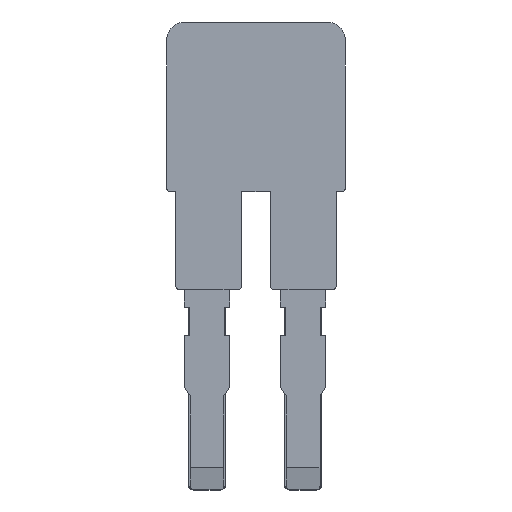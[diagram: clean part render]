
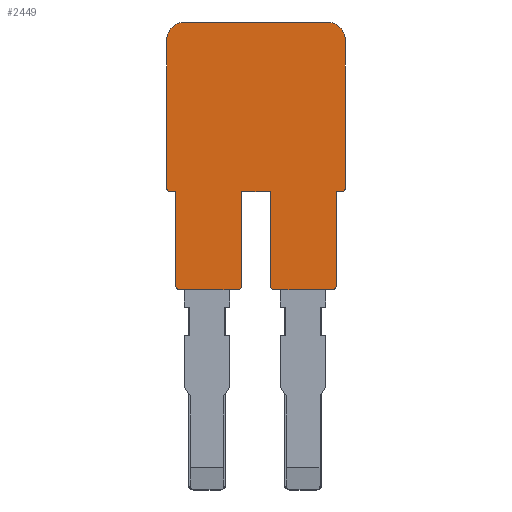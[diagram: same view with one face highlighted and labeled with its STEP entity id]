
A CAD part, front view. The second image highlights one B-rep face of the part: STEP entity #2449.
In plain terms, the highlighted planar face has unit normal (0, -1, 0).
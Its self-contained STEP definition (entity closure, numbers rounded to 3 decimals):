
#209=LINE('',#3472,#423);
#213=LINE('',#3481,#427);
#216=LINE('',#3487,#430);
#220=LINE('',#3496,#434);
#224=LINE('',#3508,#438);
#228=LINE('',#3520,#442);
#232=LINE('',#3529,#446);
#235=LINE('',#3535,#449);
#239=LINE('',#3544,#453);
#243=LINE('',#3553,#457);
#247=LINE('',#3562,#461);
#249=LINE('',#3565,#463);
#423=VECTOR('',#2954,1000.);
#427=VECTOR('',#2960,1000.);
#430=VECTOR('',#2965,1000.);
#434=VECTOR('',#2971,1000.);
#438=VECTOR('',#2983,1000.);
#442=VECTOR('',#2995,1000.);
#446=VECTOR('',#3001,1000.);
#449=VECTOR('',#3006,1000.);
#453=VECTOR('',#3012,1000.);
#457=VECTOR('',#3018,1000.);
#461=VECTOR('',#3024,1000.);
#463=VECTOR('',#3028,1000.);
#944=ORIENTED_EDGE('',*,*,#1199,.F.);
#945=ORIENTED_EDGE('',*,*,#1198,.F.);
#946=ORIENTED_EDGE('',*,*,#1193,.F.);
#947=ORIENTED_EDGE('',*,*,#1192,.F.);
#948=ORIENTED_EDGE('',*,*,#1230,.F.);
#949=ORIENTED_EDGE('',*,*,#1211,.F.);
#950=ORIENTED_EDGE('',*,*,#1208,.F.);
#951=ORIENTED_EDGE('',*,*,#1228,.F.);
#952=ORIENTED_EDGE('',*,*,#1215,.F.);
#953=ORIENTED_EDGE('',*,*,#1226,.F.);
#954=ORIENTED_EDGE('',*,*,#1219,.F.);
#955=ORIENTED_EDGE('',*,*,#1225,.F.);
#956=ORIENTED_EDGE('',*,*,#1223,.F.);
#957=ORIENTED_EDGE('',*,*,#1236,.F.);
#958=ORIENTED_EDGE('',*,*,#1181,.F.);
#959=ORIENTED_EDGE('',*,*,#1234,.F.);
#960=ORIENTED_EDGE('',*,*,#1188,.F.);
#961=ORIENTED_EDGE('',*,*,#1185,.F.);
#962=ORIENTED_EDGE('',*,*,#1232,.F.);
#963=ORIENTED_EDGE('',*,*,#1204,.F.);
#1181=EDGE_CURVE('',#1365,#1363,#209,.T.);
#1185=EDGE_CURVE('',#1369,#1366,#213,.T.);
#1188=EDGE_CURVE('',#1366,#1371,#216,.T.);
#1192=EDGE_CURVE('',#1375,#1373,#220,.T.);
#1193=EDGE_CURVE('',#1373,#1376,#1414,.T.);
#1198=EDGE_CURVE('',#1376,#1379,#224,.T.);
#1199=EDGE_CURVE('',#1379,#1380,#1416,.T.);
#1204=EDGE_CURVE('',#1380,#1383,#228,.T.);
#1208=EDGE_CURVE('',#1387,#1385,#232,.T.);
#1211=EDGE_CURVE('',#1385,#1389,#235,.T.);
#1215=EDGE_CURVE('',#1393,#1391,#239,.T.);
#1219=EDGE_CURVE('',#1397,#1395,#243,.T.);
#1223=EDGE_CURVE('',#1401,#1399,#247,.T.);
#1225=EDGE_CURVE('',#1399,#1397,#249,.T.);
#1226=EDGE_CURVE('',#1395,#1393,#1418,.T.);
#1228=EDGE_CURVE('',#1391,#1387,#1420,.T.);
#1230=EDGE_CURVE('',#1389,#1375,#1422,.T.);
#1232=EDGE_CURVE('',#1383,#1369,#1424,.T.);
#1234=EDGE_CURVE('',#1371,#1365,#1426,.T.);
#1236=EDGE_CURVE('',#1363,#1401,#1428,.T.);
#1363=VERTEX_POINT('',#3467);
#1365=VERTEX_POINT('',#3471);
#1366=VERTEX_POINT('',#3475);
#1369=VERTEX_POINT('',#3480);
#1371=VERTEX_POINT('',#3485);
#1373=VERTEX_POINT('',#3491);
#1375=VERTEX_POINT('',#3495);
#1376=VERTEX_POINT('',#3499);
#1379=VERTEX_POINT('',#3506);
#1380=VERTEX_POINT('',#3511);
#1383=VERTEX_POINT('',#3518);
#1385=VERTEX_POINT('',#3524);
#1387=VERTEX_POINT('',#3528);
#1389=VERTEX_POINT('',#3533);
#1391=VERTEX_POINT('',#3539);
#1393=VERTEX_POINT('',#3543);
#1395=VERTEX_POINT('',#3548);
#1397=VERTEX_POINT('',#3552);
#1399=VERTEX_POINT('',#3557);
#1401=VERTEX_POINT('',#3561);
#1414=CIRCLE('',#2556,1.);
#1416=CIRCLE('',#2560,1.);
#1418=CIRCLE('',#2570,0.2);
#1420=CIRCLE('',#2573,0.2);
#1422=CIRCLE('',#2576,0.2);
#1424=CIRCLE('',#2579,0.2);
#1426=CIRCLE('',#2582,0.2);
#1428=CIRCLE('',#2585,0.2);
#1521=EDGE_LOOP('',(#944,#945,#946,#947,#948,#949,#950,#951,#952,#953,#954,
#955,#956,#957,#958,#959,#960,#961,#962,#963));
#1617=FACE_BOUND('',#1521,.T.);
#1695=PLANE('',#2588);
#2449=ADVANCED_FACE('',(#1617),#1695,.T.);
#2556=AXIS2_PLACEMENT_3D('',#3498,#2974,#2975);
#2560=AXIS2_PLACEMENT_3D('',#3510,#2986,#2987);
#2570=AXIS2_PLACEMENT_3D('',#3567,#3031,#3032);
#2573=AXIS2_PLACEMENT_3D('',#3570,#3037,#3038);
#2576=AXIS2_PLACEMENT_3D('',#3573,#3043,#3044);
#2579=AXIS2_PLACEMENT_3D('',#3576,#3049,#3050);
#2582=AXIS2_PLACEMENT_3D('',#3579,#3055,#3056);
#2585=AXIS2_PLACEMENT_3D('',#3582,#3061,#3062);
#2588=AXIS2_PLACEMENT_3D('',#3585,#3067,#3068);
#2954=DIRECTION('',(-1.,0.,0.));
#2960=DIRECTION('',(-1.,0.,0.));
#2965=DIRECTION('',(0.,0.,-1.));
#2971=DIRECTION('',(0.,0.,1.));
#2974=DIRECTION('',(0.,1.,0.));
#2975=DIRECTION('',(0.,0.,1.));
#2983=DIRECTION('',(1.,0.,0.));
#2986=DIRECTION('',(0.,1.,0.));
#2987=DIRECTION('',(0.,0.,1.));
#2995=DIRECTION('',(0.,0.,-1.));
#3001=DIRECTION('',(0.,0.,1.));
#3006=DIRECTION('',(-1.,0.,0.));
#3012=DIRECTION('',(-1.,0.,0.));
#3018=DIRECTION('',(0.,0.,-1.));
#3024=DIRECTION('',(0.,0.,1.));
#3028=DIRECTION('',(-1.,0.,0.));
#3031=DIRECTION('',(0.,1.,0.));
#3032=DIRECTION('',(0.,0.,1.));
#3037=DIRECTION('',(0.,1.,0.));
#3038=DIRECTION('',(0.,0.,1.));
#3043=DIRECTION('',(0.,1.,0.));
#3044=DIRECTION('',(0.,0.,1.));
#3049=DIRECTION('',(0.,1.,0.));
#3050=DIRECTION('',(0.,0.,1.));
#3055=DIRECTION('',(0.,1.,0.));
#3056=DIRECTION('',(0.,0.,1.));
#3061=DIRECTION('',(0.,1.,0.));
#3062=DIRECTION('',(0.,0.,1.));
#3067=DIRECTION('',(0.,-1.,0.));
#3068=DIRECTION('',(0.,0.,-1.));
#3467=CARTESIAN_POINT('',(-19.397,-1.004,0.54));
#3471=CARTESIAN_POINT('',(-16.297,-1.004,0.54));
#3472=CARTESIAN_POINT('',(-16.297,-1.004,0.54));
#3475=CARTESIAN_POINT('',(-16.097,-1.004,5.74));
#3480=CARTESIAN_POINT('',(-15.797,-1.004,5.74));
#3481=CARTESIAN_POINT('',(-15.797,-1.004,5.74));
#3485=CARTESIAN_POINT('',(-16.097,-1.004,0.74));
#3487=CARTESIAN_POINT('',(-16.097,-1.004,5.74));
#3491=CARTESIAN_POINT('',(-25.097,-1.004,13.74));
#3495=CARTESIAN_POINT('',(-25.097,-1.004,5.94));
#3496=CARTESIAN_POINT('',(-25.097,-1.004,5.94));
#3498=CARTESIAN_POINT('',(-24.097,-1.004,13.74));
#3499=CARTESIAN_POINT('',(-24.097,-1.004,14.74));
#3506=CARTESIAN_POINT('',(-16.597,-1.004,14.74));
#3508=CARTESIAN_POINT('',(-24.097,-1.004,14.74));
#3510=CARTESIAN_POINT('',(-16.597,-1.004,13.74));
#3511=CARTESIAN_POINT('',(-15.597,-1.004,13.74));
#3518=CARTESIAN_POINT('',(-15.597,-1.004,5.94));
#3520=CARTESIAN_POINT('',(-15.597,-1.004,13.74));
#3524=CARTESIAN_POINT('',(-24.597,-1.004,5.74));
#3528=CARTESIAN_POINT('',(-24.597,-1.004,0.74));
#3529=CARTESIAN_POINT('',(-24.597,-1.004,0.74));
#3533=CARTESIAN_POINT('',(-24.897,-1.004,5.74));
#3535=CARTESIAN_POINT('',(-24.597,-1.004,5.74));
#3539=CARTESIAN_POINT('',(-24.397,-1.004,0.54));
#3543=CARTESIAN_POINT('',(-21.297,-1.004,0.54));
#3544=CARTESIAN_POINT('',(-21.297,-1.004,0.54));
#3548=CARTESIAN_POINT('',(-21.097,-1.004,0.74));
#3552=CARTESIAN_POINT('',(-21.097,-1.004,5.74));
#3553=CARTESIAN_POINT('',(-21.097,-1.004,5.74));
#3557=CARTESIAN_POINT('',(-19.597,-1.004,5.74));
#3561=CARTESIAN_POINT('',(-19.597,-1.004,0.74));
#3562=CARTESIAN_POINT('',(-19.597,-1.004,0.74));
#3565=CARTESIAN_POINT('',(-19.597,-1.004,5.74));
#3567=CARTESIAN_POINT('',(-21.297,-1.004,0.74));
#3570=CARTESIAN_POINT('',(-24.397,-1.004,0.74));
#3573=CARTESIAN_POINT('',(-24.897,-1.004,5.94));
#3576=CARTESIAN_POINT('',(-15.797,-1.004,5.94));
#3579=CARTESIAN_POINT('',(-16.297,-1.004,0.74));
#3582=CARTESIAN_POINT('',(-19.397,-1.004,0.74));
#3585=CARTESIAN_POINT('',(-16.597,-1.004,13.74));
